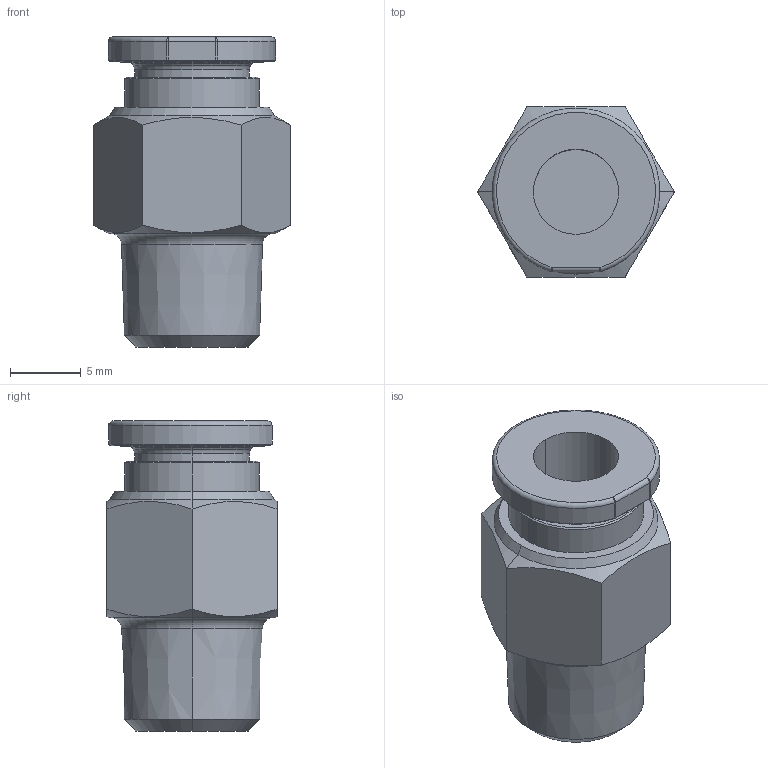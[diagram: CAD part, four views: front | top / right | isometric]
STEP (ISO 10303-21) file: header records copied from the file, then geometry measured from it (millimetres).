
FILE_DESCRIPTION(/* description */ ('AP214 STEP file'),/* implementation_level */ '2;1');
FILE_NAME(/* name */ 'SSPC6-01_.stp',/* time_stamp */ '2021-12-21T10:14:28+09:00',/* author */ (''),/* organization */ (''),/* preprocessor_version */ 'ST-DEVELOPER v17.1',/* originating_system */ 'Elysium Co. Ltd. STEP Translator v8.1.0.6',/* authorisation */ '');
FILE_SCHEMA (('AUTOMOTIVE_DESIGN { 1 0 10303 214 3 1 1 }'));
Length unit declared in the file: millimetre
Products named in the file (1): SSPC6-01_
Bounding box: 13.86 x 12 x 21.85 mm (x, y, z)
Volume: 1601.7 mm3; surface area: 1372.9 mm2
Topology: 1 solids, 1 shells, 52 faces, 110 edges, 62 vertices
Faces by surface type: cone 17, plane 15, cylinder 10, torus 7, sphere 2, extrusion 1
Entity records: 1078 total; most frequent: ORIENTED_EDGE 216, CARTESIAN_POINT 162, EDGE_CURVE 108, AXIS2_PLACEMENT_3D 101, VERTEX_POINT 62, EDGE_LOOP 56, ADVANCED_FACE 52, FACE_OUTER_BOUND 52
